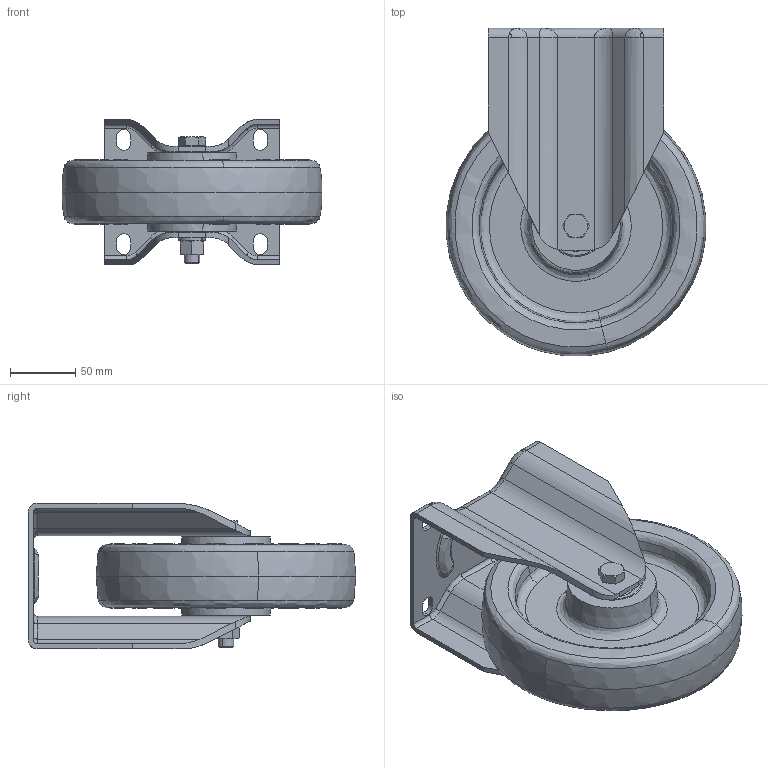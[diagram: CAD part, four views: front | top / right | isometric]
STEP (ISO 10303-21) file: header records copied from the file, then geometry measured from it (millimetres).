
FILE_DESCRIPTION (( 'STEP AP214' ), '1' );
FILE_NAME ('0033875_B-HV-PAM-200-K.step', '2018-08-03T10:15:11', ( '' ), ( '' ), 'SwSTEP 2.0', 'SolidWorks 2018', '' );
FILE_SCHEMA (( 'AUTOMOTIVE_DESIGN' ));
Length unit declared in the file: millimetre
Products named in the file (1): 0033875_B-HV-PAM-200-K
Bounding box: 199.78 x 251.72 x 112 mm (x, y, z)
Surface area: 236650.1 mm2 (no closed solid volume)
Topology: 0 solids, 10 shells, 319 faces, 730 edges, 442 vertices
Faces by surface type: cylinder 92, plane 83, bspline 70, cone 52, torus 22
Entity records: 16381 total; most frequent: CARTESIAN_POINT 5923, ORIENTED_EDGE 1444, DIRECTION 1420, EDGE_CURVE 730, AXIS2_PLACEMENT_3D 582, VERTEX_POINT 442, EDGE_LOOP 356, CIRCLE 332
